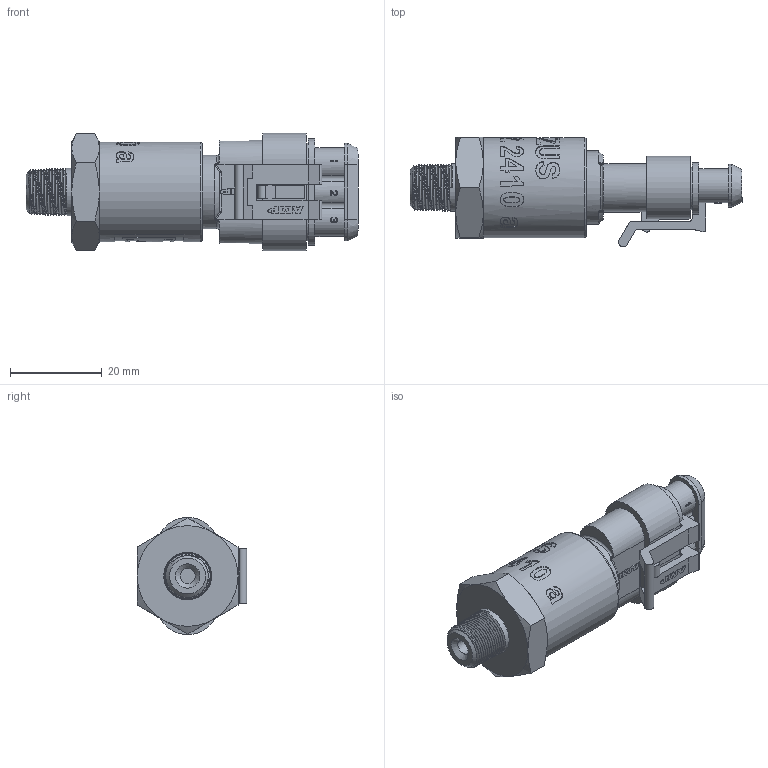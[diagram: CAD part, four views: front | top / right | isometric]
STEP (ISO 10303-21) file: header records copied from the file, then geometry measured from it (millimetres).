
FILE_DESCRIPTION(/* description */ (''),/* implementation_level */ '2;1');
FILE_NAME(/* name */ 'APZ2410a_1''8NPT_AMP.step',/* time_stamp */ '2021-07-15T12:01:10+03:00',/* author */ (''),/* organization */ (''),/* preprocessor_version */ 'ST-DEVELOPER v18.1',/* originating_system */ 'Autodesk Translation Framework v10.9.0.1377',/* authorisation */ '');
FILE_SCHEMA (('AUTOMOTIVE_DESIGN { 1 0 10303 214 3 1 1 }'));
Products named in the file (4): АПЗ 2410 a - filled (not 100% correct
); 1/8 NPT; Superseal female v3; Superseal male v3
Assembly tree (3 placements, depth 2):
  АПЗ 2410 a - filled (not 100% correct
)
    1/8 NPT
    Superseal female v3
    Superseal male v3
Bounding box: 72.49 x 23.91 x 25.6 mm (x, y, z)
Volume: 19488.7 mm3; surface area: 13982.6 mm2
Topology: 12 solids, 12 shells, 1364 faces, 3647 edges, 2375 vertices
Faces by surface type: plane 681, bspline 312, cylinder 245, torus 80, cone 46
Full cylindrical faces by diameter (mm): 1 x3, 3.3 x1, 3.4 x6, 3.9 x3, 4.4 x6, 5.5 x3, 5.9 x3, 16 x1, 18.25 x1, 19 x1, 20.85 x1, 21.2 x1, 21.8 x1
Entity records: 53674 total; most frequent: CARTESIAN_POINT 21266, ORIENTED_EDGE 7294, DIRECTION 5722, EDGE_CURVE 3647, VERTEX_POINT 2375, LINE 2138, VECTOR 2138, AXIS2_PLACEMENT_3D 1792
